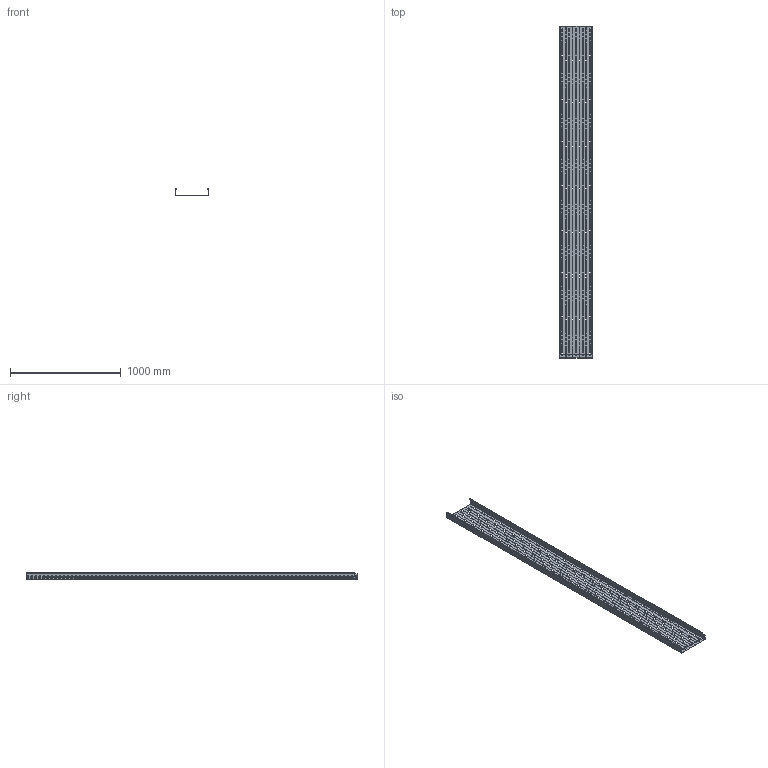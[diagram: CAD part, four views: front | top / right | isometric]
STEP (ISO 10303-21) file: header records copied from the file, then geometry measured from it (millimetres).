
FILE_DESCRIPTION(/* description */ (''),/* implementation_level */ '2;1');
FILE_NAME(/* name */ 'KCJ KCOJ300H60 3.stp',/* time_stamp */ '2020-06-22T08:10:27+02:00',/* author */ ('stanislaw.luczak'),/* organization */ (''),/* preprocessor_version */ 'ST-DEVELOPER v18.1',/* originating_system */ 'Autodesk Inventor 2021',/* authorisation */ '');
FILE_SCHEMA (('AUTOMOTIVE_DESIGN { 1 0 10303 214 3 1 1 }'));
Products named in the file (1): 300H60N_KGJ_3M
Bounding box: 302 x 3000 x 60.97 mm (x, y, z)
Volume: 1135846 mm3; surface area: 2337825.3 mm2
Topology: 1 solids, 1 shells, 4394 faces, 13163 edges, 8761 vertices
Faces by surface type: cylinder 2202, plane 2184, torus 4, bspline 4
Entity records: 153490 total; most frequent: DIRECTION 26351, CARTESIAN_POINT 26351, ORIENTED_EDGE 26326, EDGE_CURVE 13163, AXIS2_PLACEMENT_3D 8797, VERTEX_POINT 8761, LINE 8757, VECTOR 8757
